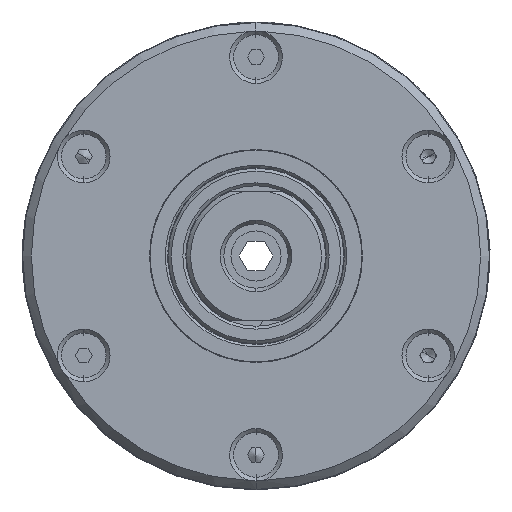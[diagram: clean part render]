
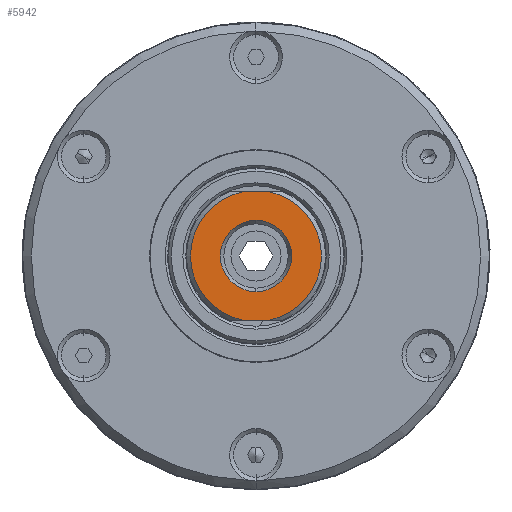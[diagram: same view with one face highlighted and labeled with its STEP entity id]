
A CAD part, left-side view. The second image highlights one B-rep face of the part: STEP entity #5942.
In plain terms, the highlighted planar face has unit normal (-1, 0, 0).
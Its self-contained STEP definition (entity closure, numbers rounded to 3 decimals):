
#532 = CARTESIAN_POINT ( 'NONE',  ( 0., 0., 0. ) ) ;
#813 = EDGE_CURVE ( 'NONE', #8678, #12940, #2672, .T. ) ;
#898 = AXIS2_PLACEMENT_3D ( 'NONE', #532, #6974, #1569 ) ;
#958 = CIRCLE ( 'NONE', #9172, 11.2 ) ;
#1569 = DIRECTION ( 'NONE',  ( 0., 0., -1. ) ) ;
#1652 = EDGE_CURVE ( 'NONE', #12940, #8128, #958, .T. ) ;
#1869 = CARTESIAN_POINT ( 'NONE',  ( 0., 0., 6.077 ) ) ;
#2138 = CIRCLE ( 'NONE', #3267, 6.077 ) ;
#2144 = DIRECTION ( 'NONE',  ( 0., 0., -1. ) ) ;
#2161 = DIRECTION ( 'NONE',  ( 1., 0., 0. ) ) ;
#2164 = CARTESIAN_POINT ( 'NONE',  ( 0., 0., 0. ) ) ;
#2629 = VECTOR ( 'NONE', #5816, 1000. ) ;
#2672 = LINE ( 'NONE', #5710, #2629 ) ;
#3267 = AXIS2_PLACEMENT_3D ( 'NONE', #2164, #2161, #2144 ) ;
#3485 = DIRECTION ( 'NONE',  ( 0., 0., -1. ) ) ;
#3488 = DIRECTION ( 'NONE',  ( -1., 0., 0. ) ) ;
#3512 = CARTESIAN_POINT ( 'NONE',  ( 0., 0., 0. ) ) ;
#3708 = DIRECTION ( 'NONE',  ( 0., 1., 0. ) ) ;
#3878 = CARTESIAN_POINT ( 'NONE',  ( 0., 12.5, 11. ) ) ;
#4015 = CARTESIAN_POINT ( 'NONE',  ( 0., -2.107, -11. ) ) ;
#4180 = DIRECTION ( 'NONE',  ( 0., 0., -1. ) ) ;
#4195 = DIRECTION ( 'NONE',  ( 1., 0., 0. ) ) ;
#4260 = CARTESIAN_POINT ( 'NONE',  ( 0., 5.5, 0. ) ) ;
#4271 = PLANE ( 'NONE',  #7423 ) ;
#4734 = EDGE_CURVE ( 'NONE', #8591, #6665, #2138, .T. ) ;
#5710 = CARTESIAN_POINT ( 'NONE',  ( 0., 12.5, -11. ) ) ;
#5775 = EDGE_CURVE ( 'NONE', #6665, #8591, #11061, .T. ) ;
#5816 = DIRECTION ( 'NONE',  ( 0., -1., 0. ) ) ;
#5942 = ADVANCED_FACE ( 'NONE', ( #10487, #10429 ), #4271, .F. ) ;
#5999 = EDGE_LOOP ( 'NONE', ( #9038, #9189 ) ) ;
#6555 = EDGE_CURVE ( 'NONE', #8128, #8426, #8398, .T. ) ;
#6665 = VERTEX_POINT ( 'NONE', #1869 ) ;
#6670 = DIRECTION ( 'NONE',  ( 0., 0., -1. ) ) ;
#6681 = DIRECTION ( 'NONE',  ( 1., 0., 0. ) ) ;
#6696 = CARTESIAN_POINT ( 'NONE',  ( 0., 0., 0. ) ) ;
#6701 = EDGE_CURVE ( 'NONE', #8426, #8678, #8036, .T. ) ;
#6974 = DIRECTION ( 'NONE',  ( -1., 0., 0. ) ) ;
#7423 = AXIS2_PLACEMENT_3D ( 'NONE', #4260, #4195, #4180 ) ;
#8032 = EDGE_LOOP ( 'NONE', ( #12190, #12193, #8179, #12787 ) ) ;
#8036 = CIRCLE ( 'NONE', #898, 11.2 ) ;
#8128 = VERTEX_POINT ( 'NONE', #10271 ) ;
#8179 = ORIENTED_EDGE ( 'NONE', *, *, #6555, .T. ) ;
#8373 = VECTOR ( 'NONE', #3708, 1000. ) ;
#8398 = LINE ( 'NONE', #3878, #8373 ) ;
#8426 = VERTEX_POINT ( 'NONE', #9831 ) ;
#8591 = VERTEX_POINT ( 'NONE', #9749 ) ;
#8678 = VERTEX_POINT ( 'NONE', #9560 ) ;
#9038 = ORIENTED_EDGE ( 'NONE', *, *, #5775, .T. ) ;
#9172 = AXIS2_PLACEMENT_3D ( 'NONE', #3512, #3488, #3485 ) ;
#9189 = ORIENTED_EDGE ( 'NONE', *, *, #4734, .T. ) ;
#9560 = CARTESIAN_POINT ( 'NONE',  ( 0., 2.107, -11. ) ) ;
#9749 = CARTESIAN_POINT ( 'NONE',  ( 0., 0., -6.077 ) ) ;
#9831 = CARTESIAN_POINT ( 'NONE',  ( 0., 2.107, 11. ) ) ;
#10271 = CARTESIAN_POINT ( 'NONE',  ( 0., -2.107, 11. ) ) ;
#10429 = FACE_OUTER_BOUND ( 'NONE', #8032, .T. ) ;
#10487 = FACE_BOUND ( 'NONE', #5999, .T. ) ;
#11061 = CIRCLE ( 'NONE', #11964, 6.077 ) ;
#11964 = AXIS2_PLACEMENT_3D ( 'NONE', #6696, #6681, #6670 ) ;
#12190 = ORIENTED_EDGE ( 'NONE', *, *, #813, .T. ) ;
#12193 = ORIENTED_EDGE ( 'NONE', *, *, #1652, .T. ) ;
#12787 = ORIENTED_EDGE ( 'NONE', *, *, #6701, .T. ) ;
#12940 = VERTEX_POINT ( 'NONE', #4015 ) ;
